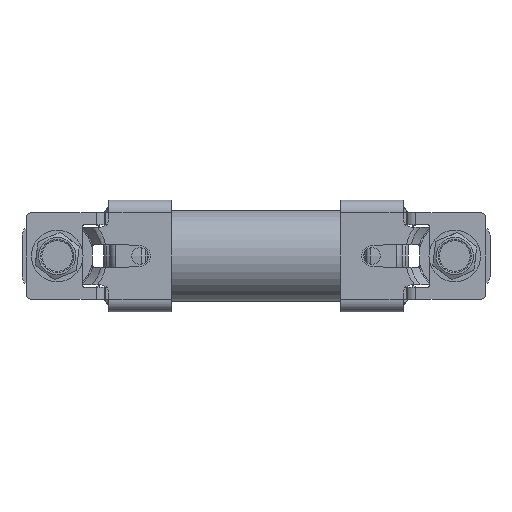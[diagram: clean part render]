
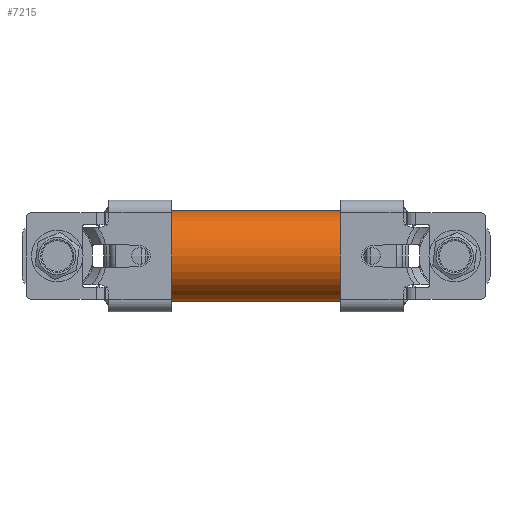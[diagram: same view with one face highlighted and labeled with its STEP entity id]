
A CAD part, front view. The second image highlights one B-rep face of the part: STEP entity #7215.
In plain terms, the highlighted cylindrical face has radius 11 mm (diameter 22 mm), a partial arc.
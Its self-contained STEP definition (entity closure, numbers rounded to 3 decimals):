
#7117 = VERTEX_POINT ( 'NONE', #16375 ) ;
#7118 = VERTEX_POINT ( 'NONE', #16374 ) ;
#7207 = VERTEX_POINT ( 'NONE', #16449 ) ;
#7213 = EDGE_CURVE ( 'NONE', #7207, #7467, #16447, .T. ) ;
#7215 = ADVANCED_FACE ( 'NONE', ( #16448 ), #16440, .T. ) ;
#7218 = EDGE_LOOP ( 'NONE', ( #7220, #7222, #7224, #7226 ) ) ;
#7220 = ORIENTED_EDGE ( 'NONE', *, *, #7496, .F. ) ;
#7222 = ORIENTED_EDGE ( 'NONE', *, *, #7213, .T. ) ;
#7224 = ORIENTED_EDGE ( 'NONE', *, *, #7415, .T. ) ;
#7226 = ORIENTED_EDGE ( 'NONE', *, *, #7227, .F. ) ;
#7227 = EDGE_CURVE ( 'NONE', #7118, #7117, #16436, .T. ) ;
#7415 = EDGE_CURVE ( 'NONE', #7467, #7117, #16549, .T. ) ;
#7467 = VERTEX_POINT ( 'NONE', #16631 ) ;
#7496 = EDGE_CURVE ( 'NONE', #7207, #7118, #16709, .T. ) ;
#16374 = CARTESIAN_POINT ( 'NONE',  ( -34.625, -0.942, -11. ) ) ;
#16375 = CARTESIAN_POINT ( 'NONE',  ( -34.625, -0.942, 11. ) ) ;
#16433 = DIRECTION ( 'NONE',  ( 0., 0., 1. ) ) ;
#16434 = DIRECTION ( 'NONE',  ( -1., 0., 0. ) ) ;
#16435 = AXIS2_PLACEMENT_3D ( 'NONE', #16441, #16434, #16433 ) ;
#16436 = CIRCLE ( 'NONE', #16435, 11. ) ;
#16437 = DIRECTION ( 'NONE',  ( 0., 0., 1. ) ) ;
#16438 = DIRECTION ( 'NONE',  ( -1., 0., 0. ) ) ;
#16439 = AXIS2_PLACEMENT_3D ( 'NONE', #16442, #16438, #16437 ) ;
#16440 = CYLINDRICAL_SURFACE ( 'NONE', #16439, 11. ) ;
#16441 = CARTESIAN_POINT ( 'NONE',  ( -34.625, -0.942, 0. ) ) ;
#16442 = CARTESIAN_POINT ( 'NONE',  ( -104.007, -0.942, 0. ) ) ;
#16443 = DIRECTION ( 'NONE',  ( 0., 0., 1. ) ) ;
#16444 = DIRECTION ( 'NONE',  ( -1., 0., 0. ) ) ;
#16445 = CARTESIAN_POINT ( 'NONE',  ( 13.975, -0.942, 0. ) ) ;
#16446 = AXIS2_PLACEMENT_3D ( 'NONE', #16445, #16444, #16443 ) ;
#16447 = CIRCLE ( 'NONE', #16446, 11. ) ;
#16448 = FACE_OUTER_BOUND ( 'NONE', #7218, .T. ) ;
#16449 = CARTESIAN_POINT ( 'NONE',  ( 13.975, -0.942, -11. ) ) ;
#16546 = DIRECTION ( 'NONE',  ( -1., 0., 0. ) ) ;
#16547 = VECTOR ( 'NONE', #16546, 1000. ) ;
#16548 = CARTESIAN_POINT ( 'NONE',  ( -104.007, -0.942, 11. ) ) ;
#16549 = LINE ( 'NONE', #16548, #16547 ) ;
#16631 = CARTESIAN_POINT ( 'NONE',  ( 13.975, -0.942, 11. ) ) ;
#16704 = DIRECTION ( 'NONE',  ( -1., 0., 0. ) ) ;
#16705 = VECTOR ( 'NONE', #16704, 1000. ) ;
#16706 = CARTESIAN_POINT ( 'NONE',  ( -104.007, -0.942, -11. ) ) ;
#16709 = LINE ( 'NONE', #16706, #16705 ) ;
